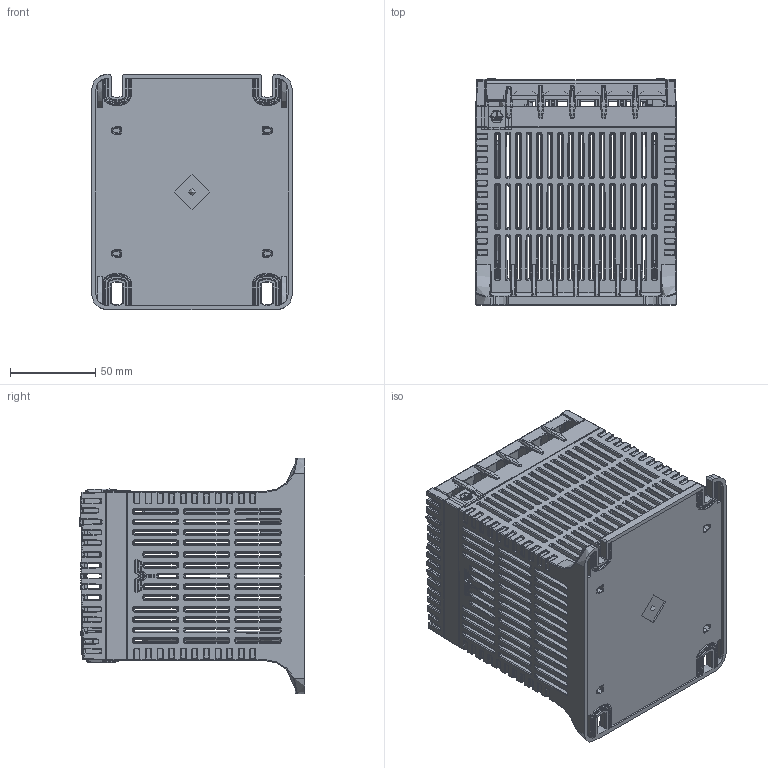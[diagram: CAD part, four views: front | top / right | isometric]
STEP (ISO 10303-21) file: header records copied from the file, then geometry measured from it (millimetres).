
FILE_DESCRIPTION(/* description */ (''),/* implementation_level */ '2;1');
FILE_NAME(/* name */ 'RC36.stp',/* time_stamp */ '2023-07-24T09:27:55+02:00',/* author */ ('DMA'),/* organization */ (''),/* preprocessor_version */ 'ST-DEVELOPER v16.13',/* originating_system */ 'Autodesk Inventor 2018',/* authorisation */ '');
FILE_SCHEMA (('AUTOMOTIVE_DESIGN { 1 0 10303 214 3 1 1 }'));
Products named in the file (1): RC36
Bounding box: 117.8 x 132.36 x 138 mm (x, y, z)
Topology: 0 solids, 72 shells, 8063 faces, 23464 edges, 15101 vertices
Faces by surface type: cylinder 3388, plane 2089, bspline 1947, torus 454, cone 105, sphere 80
Full cylindrical faces by diameter (mm): 20 x1
Entity records: 377847 total; most frequent: CARTESIAN_POINT 168642, DIRECTION 44644, ORIENTED_EDGE 42435, EDGE_CURVE 23388, AXIS2_PLACEMENT_3D 16394, VERTEX_POINT 15084, LINE 11856, VECTOR 11856
